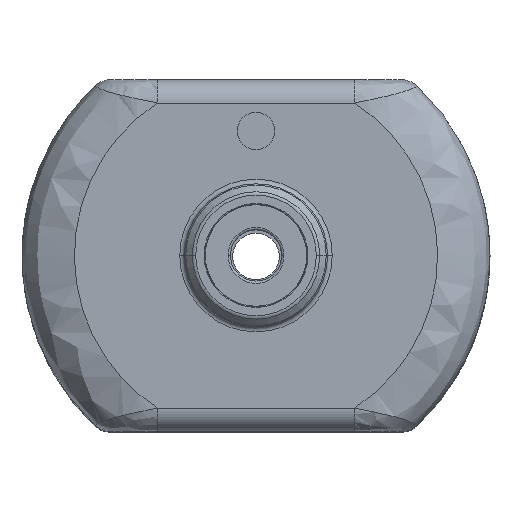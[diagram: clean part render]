
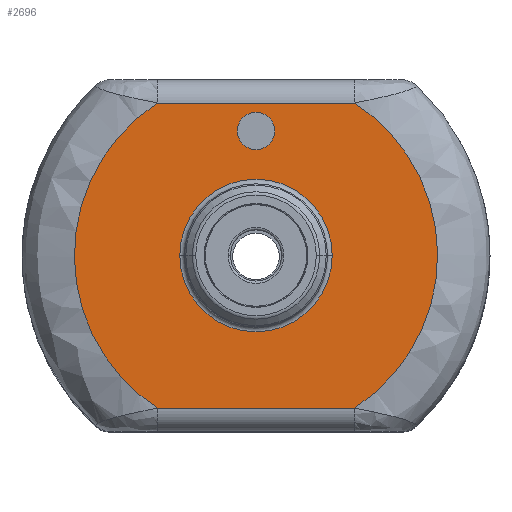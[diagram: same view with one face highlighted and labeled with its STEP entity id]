
A CAD part, top view. The second image highlights one B-rep face of the part: STEP entity #2696.
In plain terms, the highlighted planar face has unit normal (0, 0, 1).
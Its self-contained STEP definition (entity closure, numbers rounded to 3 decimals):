
#103 = FACE_OUTER_BOUND ( 'NONE', #20349, .T. ) ;
#342 = CARTESIAN_POINT ( 'NONE',  ( 2.384, -3.091, 4.8 ) ) ;
#502 = EDGE_LOOP ( 'NONE', ( #16705, #9166 ) ) ;
#527 = CIRCLE ( 'NONE', #5894, 1.638 ) ;
#764 = CARTESIAN_POINT ( 'NONE',  ( 3.27, -2.15, 4.8 ) ) ;
#912 = CARTESIAN_POINT ( 'NONE',  ( 2.117, 3.275, 4.8 ) ) ;
#956 = CARTESIAN_POINT ( 'NONE',  ( 2.117, -3.275, 4.8 ) ) ;
#997 = DIRECTION ( 'NONE',  ( 0., 0., 1. ) ) ;
#1424 = CARTESIAN_POINT ( 'NONE',  ( -2.75, 2.77, 4.8 ) ) ;
#1528 = CIRCLE ( 'NONE', #16598, 0.4 ) ;
#1555 = CARTESIAN_POINT ( 'NONE',  ( -2.117, -3.275, 4.8 ) ) ;
#2104 = DIRECTION ( 'NONE',  ( -1., 0., 0. ) ) ;
#2468 = CARTESIAN_POINT ( 'NONE',  ( 2.75, -2.77, 4.8 ) ) ;
#2696 = ADVANCED_FACE ( 'NONE', ( #19798, #9399, #103 ), #4436, .T. ) ;
#2840 = CIRCLE ( 'NONE', #12009, 1.638 ) ;
#3032 = CARTESIAN_POINT ( 'NONE',  ( -3.9, 0.324, 4.8 ) ) ;
#3279 = EDGE_CURVE ( 'NONE', #5991, #11692, #10652, .T. ) ;
#3793 = EDGE_LOOP ( 'NONE', ( #12313, #14686 ) ) ;
#3882 = DIRECTION ( 'NONE',  ( 1., 0., 0. ) ) ;
#4063 = CARTESIAN_POINT ( 'NONE',  ( 3.859, -0.649, 4.8 ) ) ;
#4197 = CARTESIAN_POINT ( 'NONE',  ( 3.27, 2.149, 4.8 ) ) ;
#4210 = DIRECTION ( 'NONE',  ( 1., 0., 0. ) ) ;
#4405 = CARTESIAN_POINT ( 'NONE',  ( 1.638, 0., 4.8 ) ) ;
#4436 = PLANE ( 'NONE',  #6698 ) ;
#4611 = B_SPLINE_CURVE_WITH_KNOTS ( 'NONE', 3,
 ( #15051, #19859, #342, #12018, #2468, #10375, #764, #11948, #13608, #4063, #15190, #6042, #7590, #17020, #15553, #4197, #5829, #15264, #9192, #912 ),
 .UNSPECIFIED., .F., .F.,
 ( 4, 2, 2, 2, 2, 2, 2, 2, 2, 4 ),
 ( 0.122, 0.169, 0.216, 0.311, 0.405, 0.5, 0.595, 0.689, 0.784, 0.878 ),
 .UNSPECIFIED. ) ;
#4646 = CARTESIAN_POINT ( 'NONE',  ( -3.859, 0.649, 4.8 ) ) ;
#4717 = CARTESIAN_POINT ( 'NONE',  ( -2.632, 2.882, 4.8 ) ) ;
#4899 = VERTEX_POINT ( 'NONE', #4405 ) ;
#5829 = CARTESIAN_POINT ( 'NONE',  ( 3.08, 2.414, 4.8 ) ) ;
#5894 = AXIS2_PLACEMENT_3D ( 'NONE', #14573, #14302, #12707 ) ;
#5924 = EDGE_CURVE ( 'NONE', #11692, #5991, #1528, .T. ) ;
#5991 = VERTEX_POINT ( 'NONE', #8990 ) ;
#6042 = CARTESIAN_POINT ( 'NONE',  ( 3.9, 0.324, 4.8 ) ) ;
#6061 = CARTESIAN_POINT ( 'NONE',  ( 0., 0., 4.8 ) ) ;
#6123 = CARTESIAN_POINT ( 'NONE',  ( -2.117, 3.275, 4.8 ) ) ;
#6257 = CARTESIAN_POINT ( 'NONE',  ( -3.7, -1.276, 4.8 ) ) ;
#6325 = CARTESIAN_POINT ( 'NONE',  ( -3.08, -2.414, 4.8 ) ) ;
#6698 = AXIS2_PLACEMENT_3D ( 'NONE', #6061, #997, #4210 ) ;
#7389 = EDGE_CURVE ( 'NONE', #14505, #12881, #11235, .T. ) ;
#7590 = CARTESIAN_POINT ( 'NONE',  ( 3.859, 0.648, 4.8 ) ) ;
#7603 = CARTESIAN_POINT ( 'NONE',  ( 0., 2.675, 4.8 ) ) ;
#7661 = AXIS2_PLACEMENT_3D ( 'NONE', #20382, #17256, #15790 ) ;
#7750 = CARTESIAN_POINT ( 'NONE',  ( -3.08, 2.414, 4.8 ) ) ;
#7952 = CARTESIAN_POINT ( 'NONE',  ( -2.64, -2.889, 4.8 ) ) ;
#8285 = DIRECTION ( 'NONE',  ( 0., 0., -1. ) ) ;
#8611 = ORIENTED_EDGE ( 'NONE', *, *, #13140, .T. ) ;
#8649 = ORIENTED_EDGE ( 'NONE', *, *, #7389, .T. ) ;
#8804 = CARTESIAN_POINT ( 'NONE',  ( -0.4, 2.675, 4.8 ) ) ;
#8990 = CARTESIAN_POINT ( 'NONE',  ( 0.4, 2.675, 4.8 ) ) ;
#9166 = ORIENTED_EDGE ( 'NONE', *, *, #20115, .T. ) ;
#9192 = CARTESIAN_POINT ( 'NONE',  ( 2.391, 3.098, 4.8 ) ) ;
#9352 = CARTESIAN_POINT ( 'NONE',  ( -3.27, 2.15, 4.8 ) ) ;
#9399 = FACE_BOUND ( 'NONE', #502, .T. ) ;
#9494 = CARTESIAN_POINT ( 'NONE',  ( -3.27, -2.149, 4.8 ) ) ;
#10030 = EDGE_CURVE ( 'NONE', #15797, #16540, #15420, .T. ) ;
#10375 = CARTESIAN_POINT ( 'NONE',  ( 3.08, -2.414, 4.8 ) ) ;
#10652 = CIRCLE ( 'NONE', #7661, 0.4 ) ;
#10992 = CARTESIAN_POINT ( 'NONE',  ( -2.254, 3.186, 4.8 ) ) ;
#11121 = CARTESIAN_POINT ( 'NONE',  ( -2.391, -3.098, 4.8 ) ) ;
#11235 = LINE ( 'NONE', #19423, #20197 ) ;
#11692 = VERTEX_POINT ( 'NONE', #8804 ) ;
#11830 = CARTESIAN_POINT ( 'NONE',  ( 0., -3.275, 4.8 ) ) ;
#11948 = CARTESIAN_POINT ( 'NONE',  ( 3.581, -1.579, 4.8 ) ) ;
#12009 = AXIS2_PLACEMENT_3D ( 'NONE', #17792, #8285, #14658 ) ;
#12018 = CARTESIAN_POINT ( 'NONE',  ( 2.632, -2.882, 4.8 ) ) ;
#12229 = VERTEX_POINT ( 'NONE', #17876 ) ;
#12313 = ORIENTED_EDGE ( 'NONE', *, *, #3279, .F. ) ;
#12459 = VECTOR ( 'NONE', #3882, 1000. ) ;
#12584 = CARTESIAN_POINT ( 'NONE',  ( -3.581, 1.579, 4.8 ) ) ;
#12707 = DIRECTION ( 'NONE',  ( 1., 0., 0. ) ) ;
#12881 = VERTEX_POINT ( 'NONE', #20369 ) ;
#13140 = EDGE_CURVE ( 'NONE', #12881, #15797, #19916, .T. ) ;
#13608 = CARTESIAN_POINT ( 'NONE',  ( 3.7, -1.276, 4.8 ) ) ;
#14174 = CARTESIAN_POINT ( 'NONE',  ( -3.9, -0.324, 4.8 ) ) ;
#14302 = DIRECTION ( 'NONE',  ( 0., 0., -1. ) ) ;
#14505 = VERTEX_POINT ( 'NONE', #18137 ) ;
#14573 = CARTESIAN_POINT ( 'NONE',  ( 0., 0., 4.8 ) ) ;
#14658 = DIRECTION ( 'NONE',  ( 1., 0., 0. ) ) ;
#14686 = ORIENTED_EDGE ( 'NONE', *, *, #5924, .F. ) ;
#15051 = CARTESIAN_POINT ( 'NONE',  ( 2.117, -3.275, 4.8 ) ) ;
#15190 = CARTESIAN_POINT ( 'NONE',  ( 3.9, -0.324, 4.8 ) ) ;
#15191 = CARTESIAN_POINT ( 'NONE',  ( -2.117, -3.275, 4.8 ) ) ;
#15264 = CARTESIAN_POINT ( 'NONE',  ( 2.64, 2.889, 4.8 ) ) ;
#15420 = LINE ( 'NONE', #11830, #12459 ) ;
#15492 = DIRECTION ( 'NONE',  ( 0., 0., 1. ) ) ;
#15553 = CARTESIAN_POINT ( 'NONE',  ( 3.581, 1.579, 4.8 ) ) ;
#15780 = CARTESIAN_POINT ( 'NONE',  ( -3.859, -0.648, 4.8 ) ) ;
#15790 = DIRECTION ( 'NONE',  ( 1., 0., 0. ) ) ;
#15797 = VERTEX_POINT ( 'NONE', #15191 ) ;
#15907 = CARTESIAN_POINT ( 'NONE',  ( -3.7, 1.276, 4.8 ) ) ;
#16540 = VERTEX_POINT ( 'NONE', #956 ) ;
#16598 = AXIS2_PLACEMENT_3D ( 'NONE', #7603, #15492, #17103 ) ;
#16705 = ORIENTED_EDGE ( 'NONE', *, *, #19310, .T. ) ;
#17020 = CARTESIAN_POINT ( 'NONE',  ( 3.7, 1.276, 4.8 ) ) ;
#17103 = DIRECTION ( 'NONE',  ( 1., 0., 0. ) ) ;
#17245 = CARTESIAN_POINT ( 'NONE',  ( -2.384, 3.091, 4.8 ) ) ;
#17256 = DIRECTION ( 'NONE',  ( 0., 0., 1. ) ) ;
#17383 = CARTESIAN_POINT ( 'NONE',  ( -3.581, -1.579, 4.8 ) ) ;
#17469 = ORIENTED_EDGE ( 'NONE', *, *, #20239, .T. ) ;
#17792 = CARTESIAN_POINT ( 'NONE',  ( 0., 0., 4.8 ) ) ;
#17876 = CARTESIAN_POINT ( 'NONE',  ( -1.638, 0., 4.8 ) ) ;
#18137 = CARTESIAN_POINT ( 'NONE',  ( 2.117, 3.275, 4.8 ) ) ;
#19310 = EDGE_CURVE ( 'NONE', #4899, #12229, #2840, .T. ) ;
#19423 = CARTESIAN_POINT ( 'NONE',  ( -0.979, 3.275, 4.8 ) ) ;
#19798 = FACE_BOUND ( 'NONE', #3793, .T. ) ;
#19859 = CARTESIAN_POINT ( 'NONE',  ( 2.254, -3.186, 4.8 ) ) ;
#19916 = B_SPLINE_CURVE_WITH_KNOTS ( 'NONE', 3,
 ( #6123, #10992, #17245, #4717, #1424, #7750, #9352, #12584, #15907, #4646, #3032, #14174, #15780, #6257, #17383, #9494, #6325, #7952, #11121, #1555 ),
 .UNSPECIFIED., .F., .F.,
 ( 4, 2, 2, 2, 2, 2, 2, 2, 2, 4 ),
 ( 0.122, 0.169, 0.216, 0.311, 0.405, 0.5, 0.595, 0.689, 0.784, 0.878 ),
 .UNSPECIFIED. ) ;
#20115 = EDGE_CURVE ( 'NONE', #12229, #4899, #527, .T. ) ;
#20197 = VECTOR ( 'NONE', #2104, 1000. ) ;
#20239 = EDGE_CURVE ( 'NONE', #16540, #14505, #4611, .T. ) ;
#20349 = EDGE_LOOP ( 'NONE', ( #8611, #20595, #17469, #8649 ) ) ;
#20369 = CARTESIAN_POINT ( 'NONE',  ( -2.117, 3.275, 4.8 ) ) ;
#20382 = CARTESIAN_POINT ( 'NONE',  ( 0., 2.675, 4.8 ) ) ;
#20595 = ORIENTED_EDGE ( 'NONE', *, *, #10030, .T. ) ;
